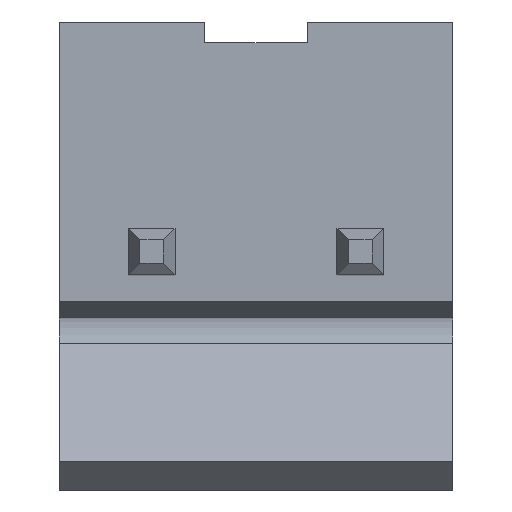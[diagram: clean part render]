
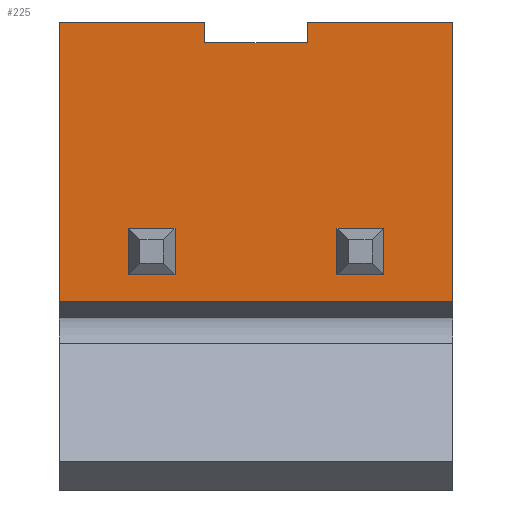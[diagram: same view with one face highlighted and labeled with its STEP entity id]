
A CAD part, top view. The second image highlights one B-rep face of the part: STEP entity #225.
In plain terms, the highlighted planar face has unit normal (0, 0, 1).
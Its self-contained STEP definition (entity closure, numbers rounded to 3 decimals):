
#225=ADVANCED_FACE('',(#588),#590,.T.);
#588=FACE_BOUND('',#589,.T.);
#589=EDGE_LOOP('',(#870,#871,#872,#873,#874,#875,#876,#877));
#590=PLANE('',#591);
#591=AXIS2_PLACEMENT_3D('',#592,#593,#594);
#592=CARTESIAN_POINT('',(7.33,-1.19,3.2));
#593=DIRECTION('',(0.,-0.,1.));
#594=DIRECTION('',(0.,1.,0.));
#870=ORIENTED_EDGE('',*,*,#1074,.T.);
#871=ORIENTED_EDGE('',*,*,#1075,.T.);
#872=ORIENTED_EDGE('',*,*,#1073,.T.);
#873=ORIENTED_EDGE('',*,*,#1076,.F.);
#874=ORIENTED_EDGE('',*,*,#1077,.F.);
#875=ORIENTED_EDGE('',*,*,#1078,.T.);
#876=ORIENTED_EDGE('',*,*,#1069,.T.);
#877=ORIENTED_EDGE('',*,*,#1079,.T.);
#1069=EDGE_CURVE('',#1181,#1179,#1182,.T.);
#1073=EDGE_CURVE('',#1184,#1186,#1188,.T.);
#1074=EDGE_CURVE('',#1189,#1190,#1191,.F.);
#1075=EDGE_CURVE('',#1190,#1184,#1192,.F.);
#1076=EDGE_CURVE('',#1193,#1186,#1194,.T.);
#1077=EDGE_CURVE('',#1195,#1193,#1196,.T.);
#1078=EDGE_CURVE('',#1195,#1181,#1197,.T.);
#1079=EDGE_CURVE('',#1179,#1189,#1198,.F.);
#1179=VERTEX_POINT('',#1364);
#1181=VERTEX_POINT('',#1368);
#1182=LINE('',#1369,#1370);
#1184=VERTEX_POINT('',#1375);
#1186=VERTEX_POINT('',#1379);
#1188=LINE('',#1383,#1384);
#1189=VERTEX_POINT('',#1386);
#1190=VERTEX_POINT('',#1387);
#1191=LINE('',#1388,#1389);
#1192=LINE('',#1391,#1392);
#1193=VERTEX_POINT('',#1394);
#1194=LINE('',#1395,#1396);
#1195=VERTEX_POINT('',#1398);
#1196=LINE('',#1399,#1400);
#1197=LINE('',#1402,#1403);
#1198=LINE('',#1405,#1406);
#1364=CARTESIAN_POINT('',(3.79,5.6,3.2));
#1368=CARTESIAN_POINT('',(7.33,5.6,3.2));
#1369=CARTESIAN_POINT('',(7.33,5.6,3.2));
#1370=VECTOR('',#1371,1.);
#1371=DIRECTION('',(-1.,0.,0.));
#1375=CARTESIAN_POINT('',(1.29,5.6,3.2));
#1379=CARTESIAN_POINT('',(-2.25,5.6,3.2));
#1383=CARTESIAN_POINT('',(1.29,5.6,3.2));
#1384=VECTOR('',#1385,1.);
#1385=DIRECTION('',(-1.,0.,0.));
#1386=CARTESIAN_POINT('',(3.79,5.1,3.2));
#1387=CARTESIAN_POINT('',(1.29,5.1,3.2));
#1388=CARTESIAN_POINT('',(1.29,5.1,3.2));
#1389=VECTOR('',#1390,1.);
#1390=DIRECTION('',(1.,0.,0.));
#1391=CARTESIAN_POINT('',(1.29,5.6,3.2));
#1392=VECTOR('',#1393,1.);
#1393=DIRECTION('',(0.,-1.,0.));
#1394=CARTESIAN_POINT('',(-2.25,-1.19,3.2));
#1395=CARTESIAN_POINT('',(-2.25,-1.19,3.2));
#1396=VECTOR('',#1397,1.);
#1397=DIRECTION('',(0.,1.,0.));
#1398=CARTESIAN_POINT('',(7.33,-1.19,3.2));
#1399=CARTESIAN_POINT('',(7.33,-1.19,3.2));
#1400=VECTOR('',#1401,1.);
#1401=DIRECTION('',(-1.,0.,0.));
#1402=CARTESIAN_POINT('',(7.33,-1.19,3.2));
#1403=VECTOR('',#1404,1.);
#1404=DIRECTION('',(0.,1.,0.));
#1405=CARTESIAN_POINT('',(3.79,5.1,3.2));
#1406=VECTOR('',#1407,1.);
#1407=DIRECTION('',(0.,1.,0.));
